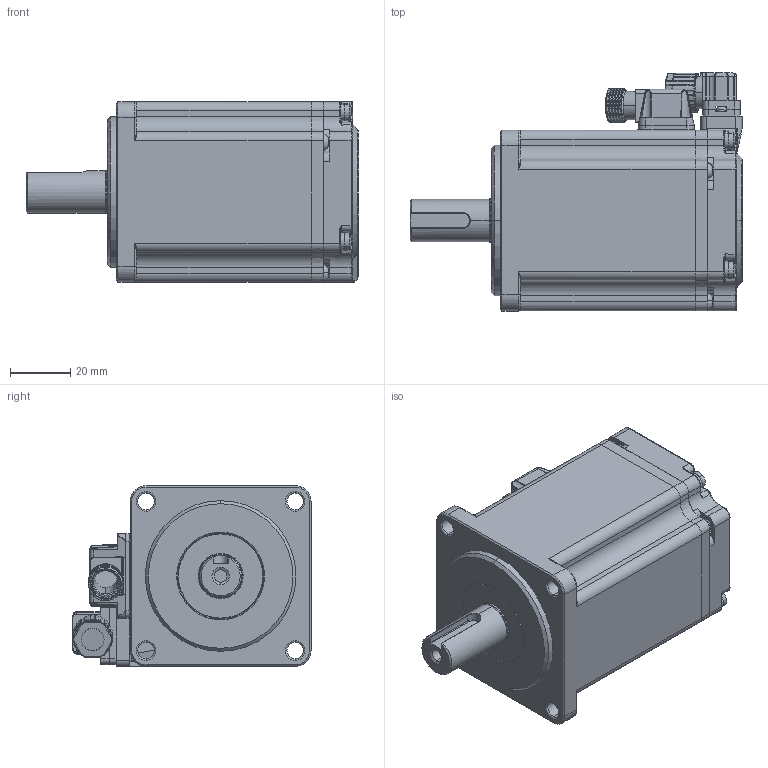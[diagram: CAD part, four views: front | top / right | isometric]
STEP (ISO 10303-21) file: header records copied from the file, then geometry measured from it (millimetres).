
FILE_DESCRIPTION (( 'STEP AP203' ), '1' );
FILE_NAME ('MS6H-60CM30B4-20P4.STEP', '2023-01-12T02:24:30', ( '' ), ( '' ), 'SwSTEP 2.0', 'SolidWorks 2016', '' );
FILE_SCHEMA (( 'CONFIG_CONTROL_DESIGN' ));
Products named in the file (1): MS6H-60CM30B4-20P4
Bounding box: 110.2 x 79 x 60 mm (x, y, z)
Surface area: 34307.6 mm2 (no closed solid volume)
Topology: 0 solids, 25 shells, 1039 faces, 3385 edges, 2256 vertices
Faces by surface type: cylinder 391, plane 341, torus 128, bspline 106, cone 53, sphere 20
Entity records: 44089 total; most frequent: CARTESIAN_POINT 16253, ORIENTED_EDGE 5710, DIRECTION 5454, EDGE_CURVE 3364, VERTEX_POINT 2256, AXIS2_PLACEMENT_3D 2050, VECTOR 1354, LINE 1354
